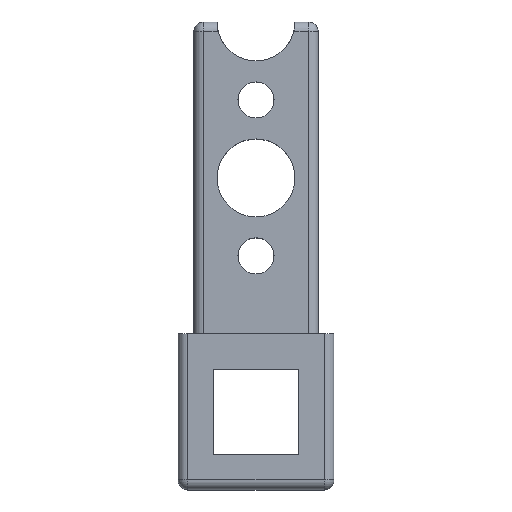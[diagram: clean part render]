
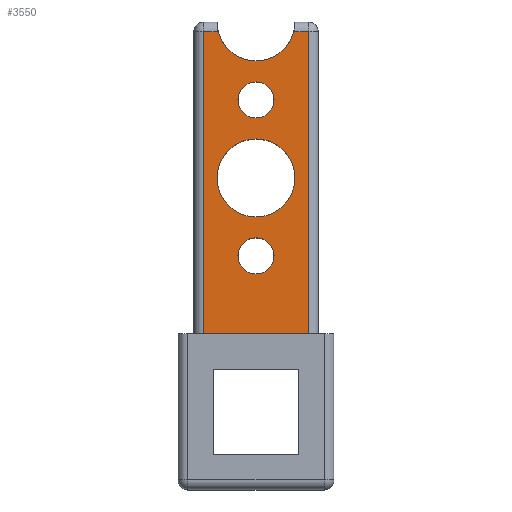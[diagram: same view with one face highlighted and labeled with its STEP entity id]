
A CAD part, top view. The second image highlights one B-rep face of the part: STEP entity #3550.
In plain terms, the highlighted planar face has unit normal (0, 0, 1).
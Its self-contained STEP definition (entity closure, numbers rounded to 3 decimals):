
#88 = ORIENTED_EDGE ( 'NONE', *, *, #3342, .T. ) ;
#185 = VERTEX_POINT ( 'NONE', #2354 ) ;
#255 = ORIENTED_EDGE ( 'NONE', *, *, #3314, .F. ) ;
#485 = ORIENTED_EDGE ( 'NONE', *, *, #3307, .F. ) ;
#609 = VECTOR ( 'NONE', #4169, 1000. ) ;
#671 = DIRECTION ( 'NONE',  ( 0., 0., 1. ) ) ;
#763 = LINE ( 'NONE', #3882, #906 ) ;
#844 = EDGE_LOOP ( 'NONE', ( #255, #2816 ) ) ;
#863 = CIRCLE ( 'NONE', #5928, 1.85 ) ;
#871 = VERTEX_POINT ( 'NONE', #5039 ) ;
#906 = VECTOR ( 'NONE', #4638, 1000. ) ;
#1050 = VERTEX_POINT ( 'NONE', #2128 ) ;
#1124 = DIRECTION ( 'NONE',  ( 0., 0., -1. ) ) ;
#1147 = DIRECTION ( 'NONE',  ( -1., 0., 0. ) ) ;
#1349 = CARTESIAN_POINT ( 'NONE',  ( 35.094, 48.989, 39.055 ) ) ;
#1435 = CARTESIAN_POINT ( 'NONE',  ( 41.469, 32.989, 39.055 ) ) ;
#1545 = EDGE_LOOP ( 'NONE', ( #3211, #88, #3385, #4423, #3926, #5619 ) ) ;
#1678 = VECTOR ( 'NONE', #3053, 1000. ) ;
#1679 = VERTEX_POINT ( 'NONE', #4422 ) ;
#1933 = DIRECTION ( 'NONE',  ( 1., 0., 0. ) ) ;
#2056 = LINE ( 'NONE', #5211, #609 ) ;
#2128 = CARTESIAN_POINT ( 'NONE',  ( 46.844, 16.989, 39.055 ) ) ;
#2155 = CARTESIAN_POINT ( 'NONE',  ( 36.094, 47.989, 39.055 ) ) ;
#2270 = VERTEX_POINT ( 'NONE', #2489 ) ;
#2349 = VERTEX_POINT ( 'NONE', #2155 ) ;
#2354 = CARTESIAN_POINT ( 'NONE',  ( 43.319, 24.989, 39.055 ) ) ;
#2374 = EDGE_CURVE ( 'NONE', #4180, #185, #3508, .T. ) ;
#2396 = ORIENTED_EDGE ( 'NONE', *, *, #3298, .F. ) ;
#2452 = EDGE_CURVE ( 'NONE', #1679, #1050, #5716, .T. ) ;
#2489 = CARTESIAN_POINT ( 'NONE',  ( 43.319, 40.989, 39.055 ) ) ;
#2544 = CARTESIAN_POINT ( 'NONE',  ( 41.469, 24.989, 39.055 ) ) ;
#2552 = DIRECTION ( 'NONE',  ( 0., 0., 1. ) ) ;
#2568 = AXIS2_PLACEMENT_3D ( 'NONE', #2544, #2552, #2570 ) ;
#2570 = DIRECTION ( 'NONE',  ( 1., 0., 0. ) ) ;
#2816 = ORIENTED_EDGE ( 'NONE', *, *, #4782, .F. ) ;
#2824 = DIRECTION ( 'NONE',  ( -1., 0., 0. ) ) ;
#2997 = FACE_BOUND ( 'NONE', #5115, .T. ) ;
#3031 = ORIENTED_EDGE ( 'NONE', *, *, #4220, .F. ) ;
#3032 = CARTESIAN_POINT ( 'NONE',  ( 35.094, 16.989, 39.055 ) ) ;
#3053 = DIRECTION ( 'NONE',  ( 1., 0., 0. ) ) ;
#3078 = LINE ( 'NONE', #3219, #4468 ) ;
#3157 = PLANE ( 'NONE',  #5761 ) ;
#3163 = CARTESIAN_POINT ( 'NONE',  ( 45.342, 47.989, 39.055 ) ) ;
#3211 = ORIENTED_EDGE ( 'NONE', *, *, #3320, .F. ) ;
#3219 = CARTESIAN_POINT ( 'NONE',  ( 45.469, 47.989, 39.055 ) ) ;
#3298 = EDGE_CURVE ( 'NONE', #185, #4180, #3571, .T. ) ;
#3307 = EDGE_CURVE ( 'NONE', #2270, #871, #3740, .T. ) ;
#3314 = EDGE_CURVE ( 'NONE', #5403, #4765, #6021, .T. ) ;
#3320 = EDGE_CURVE ( 'NONE', #3601, #4248, #4815, .T. ) ;
#3342 = EDGE_CURVE ( 'NONE', #3601, #2349, #5890, .T. ) ;
#3347 = EDGE_CURVE ( 'NONE', #2349, #1679, #763, .T. ) ;
#3356 = EDGE_CURVE ( 'NONE', #1050, #5594, #2056, .T. ) ;
#3375 = EDGE_CURVE ( 'NONE', #5594, #4248, #3078, .T. ) ;
#3385 = ORIENTED_EDGE ( 'NONE', *, *, #3347, .T. ) ;
#3508 = CIRCLE ( 'NONE', #2568, 1.85 ) ;
#3550 = ADVANCED_FACE ( 'NONE', ( #2997, #4551, #5823, #4382 ), #3157, .F. ) ;
#3571 = CIRCLE ( 'NONE', #3625, 1.85 ) ;
#3601 = VERTEX_POINT ( 'NONE', #5034 ) ;
#3625 = AXIS2_PLACEMENT_3D ( 'NONE', #6066, #5853, #5832 ) ;
#3661 = CARTESIAN_POINT ( 'NONE',  ( 41.469, 40.989, 39.055 ) ) ;
#3740 = CIRCLE ( 'NONE', #3972, 1.85 ) ;
#3803 = ORIENTED_EDGE ( 'NONE', *, *, #2374, .F. ) ;
#3882 = CARTESIAN_POINT ( 'NONE',  ( 36.094, 48.989, 39.055 ) ) ;
#3926 = ORIENTED_EDGE ( 'NONE', *, *, #3356, .T. ) ;
#3972 = AXIS2_PLACEMENT_3D ( 'NONE', #5678, #5656, #5635 ) ;
#4139 = AXIS2_PLACEMENT_3D ( 'NONE', #1435, #5035, #1933 ) ;
#4169 = DIRECTION ( 'NONE',  ( 0., 1., 0. ) ) ;
#4180 = VERTEX_POINT ( 'NONE', #5597 ) ;
#4186 = DIRECTION ( 'NONE',  ( 1., 0., 0. ) ) ;
#4220 = EDGE_CURVE ( 'NONE', #871, #2270, #863, .T. ) ;
#4248 = VERTEX_POINT ( 'NONE', #3163 ) ;
#4382 = FACE_OUTER_BOUND ( 'NONE', #1545, .T. ) ;
#4417 = CARTESIAN_POINT ( 'NONE',  ( 36.094, 47.989, 39.055 ) ) ;
#4422 = CARTESIAN_POINT ( 'NONE',  ( 36.094, 16.989, 39.055 ) ) ;
#4423 = ORIENTED_EDGE ( 'NONE', *, *, #2452, .T. ) ;
#4439 = CARTESIAN_POINT ( 'NONE',  ( 37.469, 32.989, 39.055 ) ) ;
#4468 = VECTOR ( 'NONE', #2824, 1000. ) ;
#4541 = CARTESIAN_POINT ( 'NONE',  ( 45.469, 32.989, 39.055 ) ) ;
#4551 = FACE_BOUND ( 'NONE', #5544, .T. ) ;
#4638 = DIRECTION ( 'NONE',  ( 0., -1., 0. ) ) ;
#4642 = VECTOR ( 'NONE', #6077, 1000. ) ;
#4708 = DIRECTION ( 'NONE',  ( 1., 0., 0. ) ) ;
#4734 = DIRECTION ( 'NONE',  ( 0., 0., 1. ) ) ;
#4765 = VERTEX_POINT ( 'NONE', #4439 ) ;
#4782 = EDGE_CURVE ( 'NONE', #4765, #5403, #6168, .T. ) ;
#4815 = CIRCLE ( 'NONE', #6007, 4. ) ;
#4908 = CARTESIAN_POINT ( 'NONE',  ( 41.469, 48.989, 39.055 ) ) ;
#5034 = CARTESIAN_POINT ( 'NONE',  ( 37.597, 47.989, 39.055 ) ) ;
#5035 = DIRECTION ( 'NONE',  ( 0., 0., 1. ) ) ;
#5039 = CARTESIAN_POINT ( 'NONE',  ( 39.619, 40.989, 39.055 ) ) ;
#5115 = EDGE_LOOP ( 'NONE', ( #2396, #3803 ) ) ;
#5211 = CARTESIAN_POINT ( 'NONE',  ( 46.844, 48.989, 39.055 ) ) ;
#5278 = DIRECTION ( 'NONE',  ( 1., 0., 0. ) ) ;
#5380 = DIRECTION ( 'NONE',  ( 0., 0., 1. ) ) ;
#5397 = CARTESIAN_POINT ( 'NONE',  ( 41.469, 32.989, 39.055 ) ) ;
#5403 = VERTEX_POINT ( 'NONE', #4541 ) ;
#5544 = EDGE_LOOP ( 'NONE', ( #485, #3031 ) ) ;
#5594 = VERTEX_POINT ( 'NONE', #5966 ) ;
#5597 = CARTESIAN_POINT ( 'NONE',  ( 39.619, 24.989, 39.055 ) ) ;
#5619 = ORIENTED_EDGE ( 'NONE', *, *, #3375, .T. ) ;
#5635 = DIRECTION ( 'NONE',  ( 1., 0., 0. ) ) ;
#5656 = DIRECTION ( 'NONE',  ( 0., 0., 1. ) ) ;
#5678 = CARTESIAN_POINT ( 'NONE',  ( 41.469, 40.989, 39.055 ) ) ;
#5716 = LINE ( 'NONE', #3032, #1678 ) ;
#5735 = AXIS2_PLACEMENT_3D ( 'NONE', #5397, #5380, #5278 ) ;
#5761 = AXIS2_PLACEMENT_3D ( 'NONE', #1349, #1124, #1147 ) ;
#5823 = FACE_BOUND ( 'NONE', #844, .T. ) ;
#5832 = DIRECTION ( 'NONE',  ( 1., 0., 0. ) ) ;
#5853 = DIRECTION ( 'NONE',  ( 0., 0., 1. ) ) ;
#5890 = LINE ( 'NONE', #4417, #4642 ) ;
#5928 = AXIS2_PLACEMENT_3D ( 'NONE', #3661, #671, #4186 ) ;
#5966 = CARTESIAN_POINT ( 'NONE',  ( 46.844, 47.989, 39.055 ) ) ;
#6007 = AXIS2_PLACEMENT_3D ( 'NONE', #4908, #4734, #4708 ) ;
#6021 = CIRCLE ( 'NONE', #5735, 4. ) ;
#6066 = CARTESIAN_POINT ( 'NONE',  ( 41.469, 24.989, 39.055 ) ) ;
#6077 = DIRECTION ( 'NONE',  ( -1., 0., 0. ) ) ;
#6168 = CIRCLE ( 'NONE', #4139, 4. ) ;
